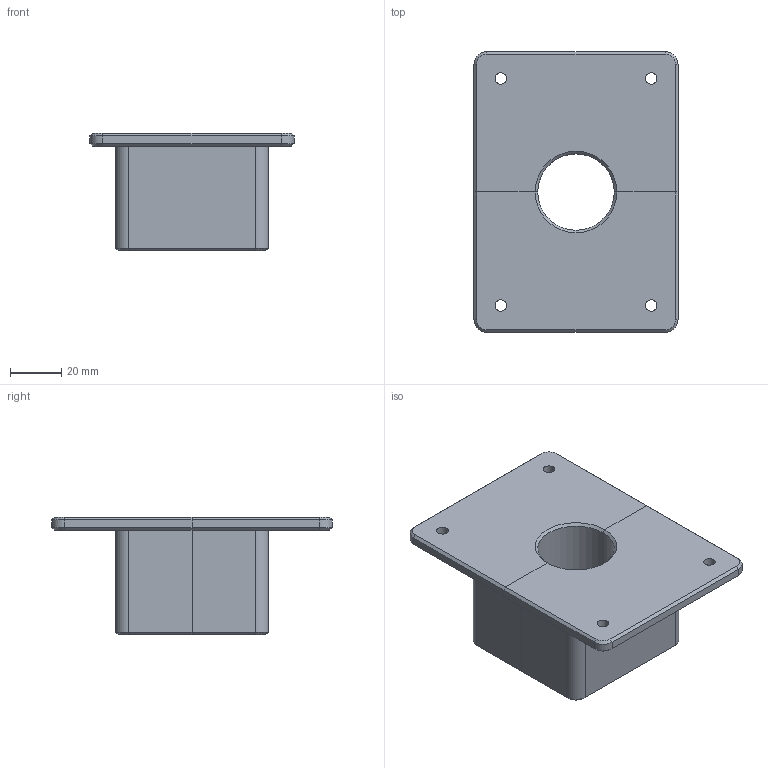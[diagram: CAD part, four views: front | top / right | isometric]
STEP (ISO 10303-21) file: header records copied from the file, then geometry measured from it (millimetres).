
FILE_DESCRIPTION(('FreeCAD Model'),'2;1');
FILE_NAME('Open CASCADE Shape Model','2023-09-21T10:13:26',('Author'),( ''),'Open CASCADE STEP processor 7.6','FreeCAD','Unknown');
FILE_SCHEMA(('AUTOMOTIVE_DESIGN { 1 0 10303 214 1 1 1 1 }'));
Length unit declared in the file: millimetre
Products named in the file (3): trestle_part; trestle_base_body; Clone011 (Mirror #9)
Assembly tree (2 placements, depth 2):
  trestle_part
    trestle_base_body
    Clone011 (Mirror #9)
Bounding box: 80 x 110 x 46 mm (x, y, z)
Volume: 155259.5 mm3; surface area: 35594 mm2
Topology: 2 solids, 2 shells, 86 faces, 202 edges, 124 vertices
Faces by surface type: plane 48, cone 20, cylinder 18
Full cylindrical faces by diameter (mm): 4.5 x4, 5.5 x4
Entity records: 2508 total; most frequent: DIRECTION 436, CARTESIAN_POINT 415, ORIENTED_EDGE 404, EDGE_CURVE 202, LINE 146, VECTOR 146, AXIS2_PLACEMENT_3D 145, VERTEX_POINT 124
